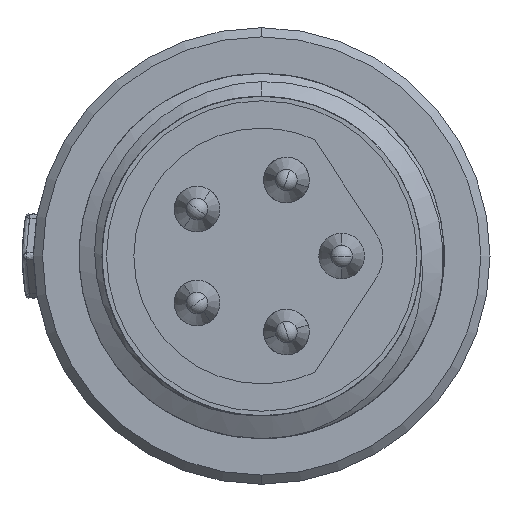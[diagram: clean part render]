
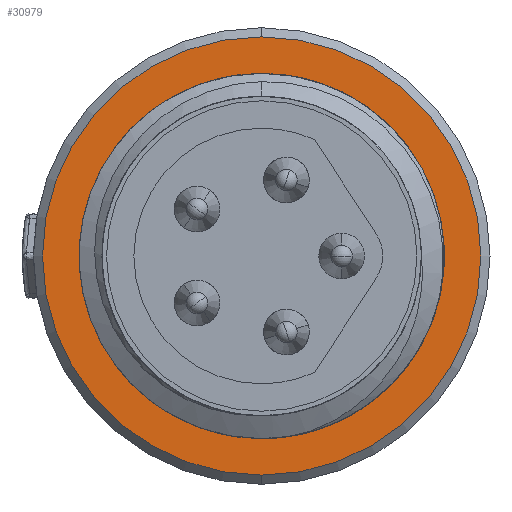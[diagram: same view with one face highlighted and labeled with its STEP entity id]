
A CAD part, left-side view. The second image highlights one B-rep face of the part: STEP entity #30979.
In plain terms, the highlighted planar face has unit normal (-1, 0, 0).
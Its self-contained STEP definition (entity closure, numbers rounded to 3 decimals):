
#122 = VERTEX_POINT ( 'NONE', #62379 ) ;
#1025 = CARTESIAN_POINT ( 'NONE',  ( 5., 0., -4.8 ) ) ;
#1356 = VERTEX_POINT ( 'NONE', #24717 ) ;
#4728 = EDGE_CURVE ( 'NONE', #122, #59129, #46593, .T. ) ;
#5290 = FACE_OUTER_BOUND ( 'NONE', #25452, .T. ) ;
#5926 = DIRECTION ( 'NONE',  ( 0., 0., 1. ) ) ;
#10412 = CARTESIAN_POINT ( 'NONE',  ( 5., 0., 0. ) ) ;
#10998 = DIRECTION ( 'NONE',  ( 0., 0., -1. ) ) ;
#13899 = CARTESIAN_POINT ( 'NONE',  ( 5., 0., 0. ) ) ;
#15484 = CIRCLE ( 'NONE', #61289, 4.8 ) ;
#19039 = ORIENTED_EDGE ( 'NONE', *, *, #62265, .T. ) ;
#19082 = EDGE_CURVE ( 'NONE', #59129, #122, #44440, .T. ) ;
#19357 = CARTESIAN_POINT ( 'NONE',  ( 5., 3.5, 0. ) ) ;
#19656 = DIRECTION ( 'NONE',  ( -1., 0., 0. ) ) ;
#24410 = DIRECTION ( 'NONE',  ( 0., 0., -1. ) ) ;
#24717 = CARTESIAN_POINT ( 'NONE',  ( 5., 0., 4.8 ) ) ;
#25452 = EDGE_LOOP ( 'NONE', ( #31548, #19039 ) ) ;
#27085 = AXIS2_PLACEMENT_3D ( 'NONE', #10412, #35591, #40708 ) ;
#28867 = DIRECTION ( 'NONE',  ( 1., 0., 0. ) ) ;
#30979 = ADVANCED_FACE ( 'NONE', ( #5290, #57923 ), #39393, .F. ) ;
#31548 = ORIENTED_EDGE ( 'NONE', *, *, #42840, .T. ) ;
#33476 = CARTESIAN_POINT ( 'NONE',  ( 5., 0., 0. ) ) ;
#35591 = DIRECTION ( 'NONE',  ( -1., 0., 0. ) ) ;
#37338 = VERTEX_POINT ( 'NONE', #1025 ) ;
#39393 = PLANE ( 'NONE',  #47848 ) ;
#40708 = DIRECTION ( 'NONE',  ( 0., 0., 1. ) ) ;
#42840 = EDGE_CURVE ( 'NONE', #37338, #1356, #15484, .T. ) ;
#42922 = ORIENTED_EDGE ( 'NONE', *, *, #19082, .F. ) ;
#44440 = CIRCLE ( 'NONE', #27085, 3.5 ) ;
#46507 = AXIS2_PLACEMENT_3D ( 'NONE', #33476, #52940, #48123 ) ;
#46593 = CIRCLE ( 'NONE', #54769, 3.5 ) ;
#46670 = ORIENTED_EDGE ( 'NONE', *, *, #4728, .F. ) ;
#46857 = CARTESIAN_POINT ( 'NONE',  ( 5., 0., -3.5 ) ) ;
#47848 = AXIS2_PLACEMENT_3D ( 'NONE', #19357, #28867, #24410 ) ;
#48123 = DIRECTION ( 'NONE',  ( 0., 0., -1. ) ) ;
#49562 = CIRCLE ( 'NONE', #46507, 4.8 ) ;
#49583 = CARTESIAN_POINT ( 'NONE',  ( 5., 0., 0. ) ) ;
#52940 = DIRECTION ( 'NONE',  ( -1., 0., 0. ) ) ;
#54769 = AXIS2_PLACEMENT_3D ( 'NONE', #49583, #58870, #5926 ) ;
#56534 = EDGE_LOOP ( 'NONE', ( #46670, #42922 ) ) ;
#57923 = FACE_BOUND ( 'NONE', #56534, .T. ) ;
#58870 = DIRECTION ( 'NONE',  ( -1., 0., 0. ) ) ;
#59129 = VERTEX_POINT ( 'NONE', #46857 ) ;
#61289 = AXIS2_PLACEMENT_3D ( 'NONE', #13899, #19656, #10998 ) ;
#62265 = EDGE_CURVE ( 'NONE', #1356, #37338, #49562, .T. ) ;
#62379 = CARTESIAN_POINT ( 'NONE',  ( 5., 0., 3.5 ) ) ;
